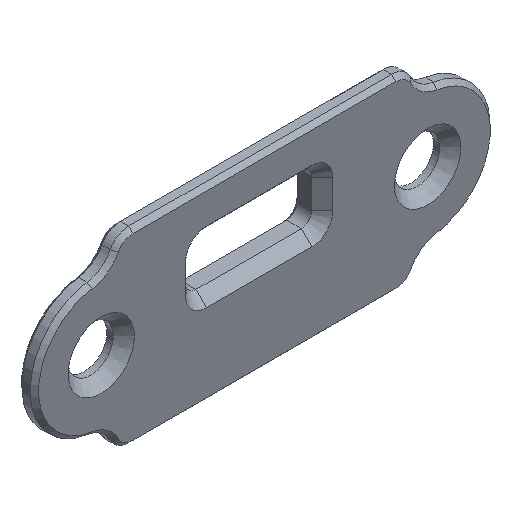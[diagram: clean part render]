
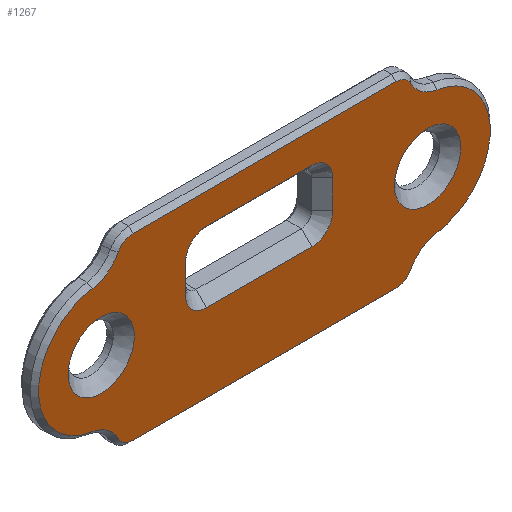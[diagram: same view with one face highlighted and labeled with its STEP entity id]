
A CAD part, isometric view. The second image highlights one B-rep face of the part: STEP entity #1267.
In plain terms, the highlighted planar face has unit normal (0, -1, 0).
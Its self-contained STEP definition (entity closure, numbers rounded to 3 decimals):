
#15=FACE_BOUND('',#172,.T.);
#16=FACE_BOUND('',#173,.T.);
#17=FACE_BOUND('',#174,.T.);
#22=PLANE('',#1369);
#88=FACE_OUTER_BOUND('',#171,.T.);
#171=EDGE_LOOP('',(#876,#877,#878,#879,#880,#881,#882,#883,#884,#885,#886,
#887));
#172=EDGE_LOOP('',(#888));
#173=EDGE_LOOP('',(#889,#890,#891,#892,#893,#894,#895,#896));
#174=EDGE_LOOP('',(#897));
#261=LINE('',#1974,#377);
#262=LINE('',#1986,#378);
#263=LINE('',#1996,#379);
#264=LINE('',#2000,#380);
#265=LINE('',#2004,#381);
#266=LINE('',#2008,#382);
#377=VECTOR('',#1545,10.);
#378=VECTOR('',#1556,10.);
#379=VECTOR('',#1565,10.);
#380=VECTOR('',#1568,10.);
#381=VECTOR('',#1571,10.);
#382=VECTOR('',#1574,10.);
#494=CIRCLE('',#1368,3.15);
#495=CIRCLE('',#1370,3.4);
#496=CIRCLE('',#1371,1.6);
#497=CIRCLE('',#1372,1.6);
#498=CIRCLE('',#1373,3.4);
#499=CIRCLE('',#1374,5.942);
#500=CIRCLE('',#1375,3.4);
#501=CIRCLE('',#1376,1.6);
#502=CIRCLE('',#1377,1.6);
#503=CIRCLE('',#1378,3.4);
#504=CIRCLE('',#1379,5.942);
#505=CIRCLE('',#1380,3.15);
#506=CIRCLE('',#1381,2.);
#507=CIRCLE('',#1382,2.);
#508=CIRCLE('',#1383,2.);
#509=CIRCLE('',#1384,2.);
#568=VERTEX_POINT('',#1964);
#569=VERTEX_POINT('',#1968);
#570=VERTEX_POINT('',#1969);
#571=VERTEX_POINT('',#1971);
#572=VERTEX_POINT('',#1973);
#573=VERTEX_POINT('',#1975);
#574=VERTEX_POINT('',#1977);
#575=VERTEX_POINT('',#1979);
#576=VERTEX_POINT('',#1981);
#577=VERTEX_POINT('',#1983);
#578=VERTEX_POINT('',#1985);
#579=VERTEX_POINT('',#1987);
#580=VERTEX_POINT('',#1989);
#581=VERTEX_POINT('',#1992);
#582=VERTEX_POINT('',#1994);
#583=VERTEX_POINT('',#1995);
#584=VERTEX_POINT('',#1997);
#585=VERTEX_POINT('',#1999);
#586=VERTEX_POINT('',#2001);
#587=VERTEX_POINT('',#2003);
#588=VERTEX_POINT('',#2005);
#589=VERTEX_POINT('',#2007);
#680=EDGE_CURVE('',#568,#568,#494,.T.);
#682=EDGE_CURVE('',#569,#570,#495,.T.);
#683=EDGE_CURVE('',#571,#569,#496,.T.);
#684=EDGE_CURVE('',#572,#571,#261,.T.);
#685=EDGE_CURVE('',#573,#572,#497,.T.);
#686=EDGE_CURVE('',#574,#573,#498,.T.);
#687=EDGE_CURVE('',#575,#574,#499,.T.);
#688=EDGE_CURVE('',#576,#575,#500,.T.);
#689=EDGE_CURVE('',#577,#576,#501,.T.);
#690=EDGE_CURVE('',#578,#577,#262,.T.);
#691=EDGE_CURVE('',#579,#578,#502,.T.);
#692=EDGE_CURVE('',#580,#579,#503,.T.);
#693=EDGE_CURVE('',#570,#580,#504,.T.);
#694=EDGE_CURVE('',#581,#581,#505,.T.);
#695=EDGE_CURVE('',#582,#583,#263,.T.);
#696=EDGE_CURVE('',#584,#582,#506,.T.);
#697=EDGE_CURVE('',#585,#584,#264,.T.);
#698=EDGE_CURVE('',#586,#585,#507,.T.);
#699=EDGE_CURVE('',#587,#586,#265,.T.);
#700=EDGE_CURVE('',#588,#587,#508,.T.);
#701=EDGE_CURVE('',#589,#588,#266,.T.);
#702=EDGE_CURVE('',#583,#589,#509,.T.);
#876=ORIENTED_EDGE('',*,*,#682,.F.);
#877=ORIENTED_EDGE('',*,*,#683,.F.);
#878=ORIENTED_EDGE('',*,*,#684,.F.);
#879=ORIENTED_EDGE('',*,*,#685,.F.);
#880=ORIENTED_EDGE('',*,*,#686,.F.);
#881=ORIENTED_EDGE('',*,*,#687,.F.);
#882=ORIENTED_EDGE('',*,*,#688,.F.);
#883=ORIENTED_EDGE('',*,*,#689,.F.);
#884=ORIENTED_EDGE('',*,*,#690,.F.);
#885=ORIENTED_EDGE('',*,*,#691,.F.);
#886=ORIENTED_EDGE('',*,*,#692,.F.);
#887=ORIENTED_EDGE('',*,*,#693,.F.);
#888=ORIENTED_EDGE('',*,*,#694,.F.);
#889=ORIENTED_EDGE('',*,*,#695,.F.);
#890=ORIENTED_EDGE('',*,*,#696,.F.);
#891=ORIENTED_EDGE('',*,*,#697,.F.);
#892=ORIENTED_EDGE('',*,*,#698,.F.);
#893=ORIENTED_EDGE('',*,*,#699,.F.);
#894=ORIENTED_EDGE('',*,*,#700,.F.);
#895=ORIENTED_EDGE('',*,*,#701,.F.);
#896=ORIENTED_EDGE('',*,*,#702,.F.);
#897=ORIENTED_EDGE('',*,*,#680,.F.);
#1267=ADVANCED_FACE('',(#88,#15,#16,#17),#22,.T.);
#1368=AXIS2_PLACEMENT_3D('',#1965,#1536,#1537);
#1369=AXIS2_PLACEMENT_3D('',#1967,#1539,#1540);
#1370=AXIS2_PLACEMENT_3D('',#1970,#1541,#1542);
#1371=AXIS2_PLACEMENT_3D('',#1972,#1543,#1544);
#1372=AXIS2_PLACEMENT_3D('',#1976,#1546,#1547);
#1373=AXIS2_PLACEMENT_3D('',#1978,#1548,#1549);
#1374=AXIS2_PLACEMENT_3D('',#1980,#1550,#1551);
#1375=AXIS2_PLACEMENT_3D('',#1982,#1552,#1553);
#1376=AXIS2_PLACEMENT_3D('',#1984,#1554,#1555);
#1377=AXIS2_PLACEMENT_3D('',#1988,#1557,#1558);
#1378=AXIS2_PLACEMENT_3D('',#1990,#1559,#1560);
#1379=AXIS2_PLACEMENT_3D('',#1991,#1561,#1562);
#1380=AXIS2_PLACEMENT_3D('',#1993,#1563,#1564);
#1381=AXIS2_PLACEMENT_3D('',#1998,#1566,#1567);
#1382=AXIS2_PLACEMENT_3D('',#2002,#1569,#1570);
#1383=AXIS2_PLACEMENT_3D('',#2006,#1572,#1573);
#1384=AXIS2_PLACEMENT_3D('',#2009,#1575,#1576);
#1536=DIRECTION('center_axis',(0.,-1.,0.));
#1537=DIRECTION('ref_axis',(1.,0.,0.));
#1539=DIRECTION('center_axis',(0.,-1.,0.));
#1540=DIRECTION('ref_axis',(1.,0.,0.));
#1541=DIRECTION('center_axis',(0.,-1.,0.));
#1542=DIRECTION('ref_axis',(0.149,0.,0.989));
#1543=DIRECTION('center_axis',(0.,1.,0.));
#1544=DIRECTION('ref_axis',(-0.516,0.,-0.857));
#1545=DIRECTION('',(-1.,0.,0.));
#1546=DIRECTION('center_axis',(0.,1.,0.));
#1547=DIRECTION('ref_axis',(0.516,0.,-0.857));
#1548=DIRECTION('center_axis',(0.,-1.,0.));
#1549=DIRECTION('ref_axis',(-0.149,0.,0.989));
#1550=DIRECTION('center_axis',(0.,1.,0.));
#1551=DIRECTION('ref_axis',(0.12,0.,0.993));
#1552=DIRECTION('center_axis',(0.,-1.,0.));
#1553=DIRECTION('ref_axis',(-0.149,0.,-0.989));
#1554=DIRECTION('center_axis',(0.,1.,0.));
#1555=DIRECTION('ref_axis',(0.516,0.,0.857));
#1556=DIRECTION('',(1.,0.,0.));
#1557=DIRECTION('center_axis',(0.,1.,0.));
#1558=DIRECTION('ref_axis',(-0.516,0.,0.857));
#1559=DIRECTION('center_axis',(0.,-1.,0.));
#1560=DIRECTION('ref_axis',(0.149,0.,-0.989));
#1561=DIRECTION('center_axis',(0.,1.,0.));
#1562=DIRECTION('ref_axis',(-0.12,0.,-0.993));
#1563=DIRECTION('center_axis',(0.,-1.,0.));
#1564=DIRECTION('ref_axis',(1.,0.,0.));
#1565=DIRECTION('',(-1.,0.,0.));
#1566=DIRECTION('center_axis',(0.,-1.,0.));
#1567=DIRECTION('ref_axis',(0.707,0.,0.707));
#1568=DIRECTION('',(0.,0.,1.));
#1569=DIRECTION('center_axis',(0.,-1.,0.));
#1570=DIRECTION('ref_axis',(0.707,0.,-0.707));
#1571=DIRECTION('',(1.,0.,0.));
#1572=DIRECTION('center_axis',(0.,-1.,0.));
#1573=DIRECTION('ref_axis',(-0.707,0.,-0.707));
#1574=DIRECTION('',(0.,0.,-1.));
#1575=DIRECTION('center_axis',(0.,-1.,0.));
#1576=DIRECTION('ref_axis',(-0.707,0.,0.707));
#1964=CARTESIAN_POINT('',(-18.65,-37.6,-21.5));
#1965=CARTESIAN_POINT('Origin',(-15.5,-37.6,-21.5));
#1967=CARTESIAN_POINT('Origin',(0.,-37.6,-21.5));
#1968=CARTESIAN_POINT('',(-13.889,-37.6,-29.148));
#1969=CARTESIAN_POINT('',(-16.387,-37.6,-27.376));
#1970=CARTESIAN_POINT('Origin',(-16.894,-37.6,-30.737));
#1971=CARTESIAN_POINT('',(-12.474,-37.6,-30.));
#1972=CARTESIAN_POINT('Origin',(-12.474,-37.6,-28.4));
#1973=CARTESIAN_POINT('',(12.474,-37.6,-30.));
#1974=CARTESIAN_POINT('',(-5.95,-37.6,-30.));
#1975=CARTESIAN_POINT('',(13.889,-37.6,-29.148));
#1976=CARTESIAN_POINT('Origin',(12.474,-37.6,-28.4));
#1977=CARTESIAN_POINT('',(16.387,-37.6,-27.376));
#1978=CARTESIAN_POINT('Origin',(16.894,-37.6,-30.737));
#1979=CARTESIAN_POINT('',(16.387,-37.6,-15.624));
#1980=CARTESIAN_POINT('Origin',(15.5,-37.6,-21.5));
#1981=CARTESIAN_POINT('',(13.889,-37.6,-13.852));
#1982=CARTESIAN_POINT('Origin',(16.894,-37.6,-12.263));
#1983=CARTESIAN_POINT('',(12.474,-37.6,-13.));
#1984=CARTESIAN_POINT('Origin',(12.474,-37.6,-14.6));
#1985=CARTESIAN_POINT('',(-12.474,-37.6,-13.));
#1986=CARTESIAN_POINT('',(5.95,-37.6,-13.));
#1987=CARTESIAN_POINT('',(-13.889,-37.6,-13.852));
#1988=CARTESIAN_POINT('Origin',(-12.474,-37.6,-14.6));
#1989=CARTESIAN_POINT('',(-16.387,-37.6,-15.624));
#1990=CARTESIAN_POINT('Origin',(-16.894,-37.6,-12.263));
#1991=CARTESIAN_POINT('Origin',(-15.5,-37.6,-21.5));
#1992=CARTESIAN_POINT('',(12.35,-37.6,-21.5));
#1993=CARTESIAN_POINT('Origin',(15.5,-37.6,-21.5));
#1994=CARTESIAN_POINT('',(4.5,-37.6,-15.9));
#1995=CARTESIAN_POINT('',(-5.5,-37.6,-15.9));
#1996=CARTESIAN_POINT('',(2.65,-37.6,-15.9));
#1997=CARTESIAN_POINT('',(6.5,-37.6,-17.9));
#1998=CARTESIAN_POINT('Origin',(4.5,-37.6,-17.9));
#1999=CARTESIAN_POINT('',(6.5,-37.6,-20.6));
#2000=CARTESIAN_POINT('',(6.5,-37.6,-20.55));
#2001=CARTESIAN_POINT('',(4.5,-37.6,-22.6));
#2002=CARTESIAN_POINT('Origin',(4.5,-37.6,-20.6));
#2003=CARTESIAN_POINT('',(-5.5,-37.6,-22.6));
#2004=CARTESIAN_POINT('',(-3.15,-37.6,-22.6));
#2005=CARTESIAN_POINT('',(-7.5,-37.6,-20.6));
#2006=CARTESIAN_POINT('Origin',(-5.5,-37.6,-20.6));
#2007=CARTESIAN_POINT('',(-7.5,-37.6,-17.9));
#2008=CARTESIAN_POINT('',(-7.5,-37.6,-19.75));
#2009=CARTESIAN_POINT('Origin',(-5.5,-37.6,-17.9));
